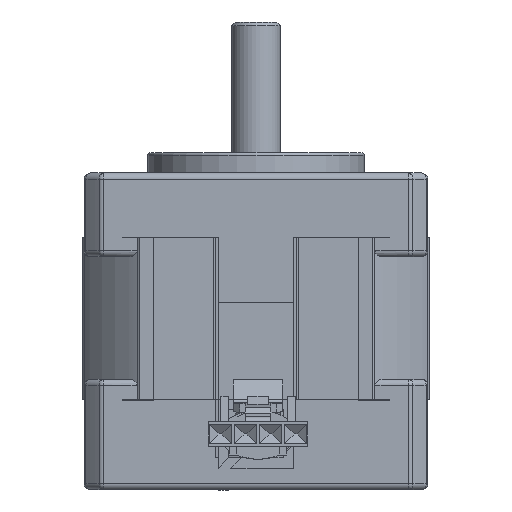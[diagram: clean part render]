
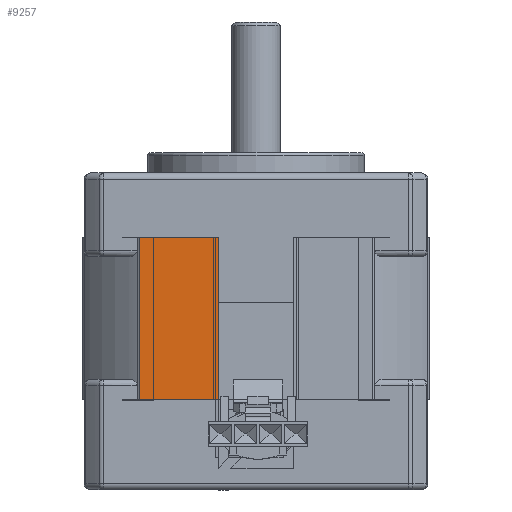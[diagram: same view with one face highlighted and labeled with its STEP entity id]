
A CAD part, front view. The second image highlights one B-rep face of the part: STEP entity #9257.
In plain terms, the highlighted planar face has unit normal (0, -1, 0).
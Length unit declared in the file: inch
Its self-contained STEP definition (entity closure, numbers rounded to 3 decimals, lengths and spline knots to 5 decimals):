
#865 = CARTESIAN_POINT ( 'NONE',  ( 2.45347, 12.33576, 10.9719 ) ) ;
#2773 = VECTOR ( 'NONE', #14288, 39.37008 ) ;
#3469 = EDGE_CURVE ( 'NONE', #25995, #22394, #16403, .T. ) ;
#3547 = DIRECTION ( 'NONE',  ( 0., -1., 0. ) ) ;
#3784 = CARTESIAN_POINT ( 'NONE',  ( 2.76941, 12.33576, 10.9719 ) ) ;
#4847 = ORIENTED_EDGE ( 'NONE', *, *, #17232, .T. ) ;
#6671 = EDGE_CURVE ( 'NONE', #22394, #19705, #19796, .T. ) ;
#6805 = CARTESIAN_POINT ( 'NONE',  ( 2.76941, 12.33576, 11.6179 ) ) ;
#7629 = VECTOR ( 'NONE', #27509, 39.37008 ) ;
#8206 = LINE ( 'NONE', #9672, #2773 ) ;
#9257 = ADVANCED_FACE ( 'NONE', ( #20373 ), #9980, .T. ) ;
#9672 = CARTESIAN_POINT ( 'NONE',  ( 2.45347, 12.33576, 11.6179 ) ) ;
#9980 = PLANE ( 'NONE',  #13830 ) ;
#10658 = VECTOR ( 'NONE', #26854, 39.37008 ) ;
#12849 = ORIENTED_EDGE ( 'NONE', *, *, #6671, .F. ) ;
#12882 = VERTEX_POINT ( 'NONE', #19651 ) ;
#13734 = VECTOR ( 'NONE', #15673, 39.37008 ) ;
#13830 = AXIS2_PLACEMENT_3D ( 'NONE', #20974, #3547, #18879 ) ;
#14288 = DIRECTION ( 'NONE',  ( -1., 0., 0. ) ) ;
#15673 = DIRECTION ( 'NONE',  ( 0., 0., -1. ) ) ;
#16403 = LINE ( 'NONE', #6805, #13734 ) ;
#16473 = EDGE_LOOP ( 'NONE', ( #4847, #12849, #23756, #16698 ) ) ;
#16648 = CARTESIAN_POINT ( 'NONE',  ( 2.45347, 12.33576, 11.6179 ) ) ;
#16698 = ORIENTED_EDGE ( 'NONE', *, *, #24510, .T. ) ;
#17232 = EDGE_CURVE ( 'NONE', #12882, #19705, #19153, .T. ) ;
#18879 = DIRECTION ( 'NONE',  ( 1., 0., 0. ) ) ;
#19153 = LINE ( 'NONE', #16648, #7629 ) ;
#19651 = CARTESIAN_POINT ( 'NONE',  ( 2.45347, 12.33576, 11.6179 ) ) ;
#19705 = VERTEX_POINT ( 'NONE', #20342 ) ;
#19796 = LINE ( 'NONE', #865, #10658 ) ;
#20342 = CARTESIAN_POINT ( 'NONE',  ( 2.45347, 12.33576, 10.9719 ) ) ;
#20373 = FACE_OUTER_BOUND ( 'NONE', #16473, .T. ) ;
#20974 = CARTESIAN_POINT ( 'NONE',  ( 2.45347, 12.33576, 11.6179 ) ) ;
#22394 = VERTEX_POINT ( 'NONE', #3784 ) ;
#23756 = ORIENTED_EDGE ( 'NONE', *, *, #3469, .F. ) ;
#24510 = EDGE_CURVE ( 'NONE', #25995, #12882, #8206, .T. ) ;
#25995 = VERTEX_POINT ( 'NONE', #26741 ) ;
#26741 = CARTESIAN_POINT ( 'NONE',  ( 2.76941, 12.33576, 11.6179 ) ) ;
#26854 = DIRECTION ( 'NONE',  ( -1., 0., 0. ) ) ;
#27509 = DIRECTION ( 'NONE',  ( 0., 0., -1. ) ) ;
